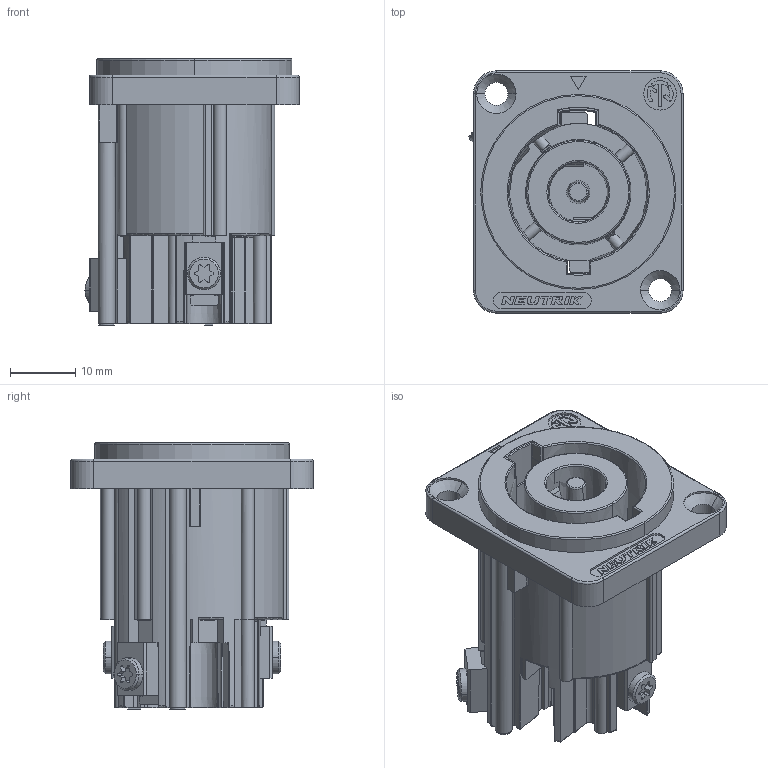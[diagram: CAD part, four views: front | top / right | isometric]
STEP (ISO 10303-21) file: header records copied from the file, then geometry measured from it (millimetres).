
FILE_DESCRIPTION((''),'2;1');
FILE_NAME('30009910','2022-08-23T15:20:23',('elias.feurle'),(''),'CREO PARAMETRIC BY PTC INC, 2021184','CREO PARAMETRIC BY PTC INC, 2021184','');
FILE_SCHEMA(('AUTOMOTIVE_DESIGN { 1 0 10303 214 1 1 1 1 }'));
Length unit declared in the file: millimetre
Products named in the file (1): 30009910
Bounding box: 32.7 x 37 x 40.7 mm (x, y, z)
Volume: 14093.6 mm3; surface area: 14048.9 mm2
Topology: 1 solids, 2 shells, 1028 faces, 2799 edges, 1783 vertices
Faces by surface type: plane 584, cylinder 266, torus 60, bspline 59, cone 52, sphere 5, extrusion 2
Entity records: 36477 total; most frequent: CARTESIAN_POINT 9512, ORIENTED_EDGE 5586, DIRECTION 5037, EDGE_CURVE 2793, VECTOR 1789, LINE 1787, VERTEX_POINT 1783, AXIS2_PLACEMENT_3D 1624
